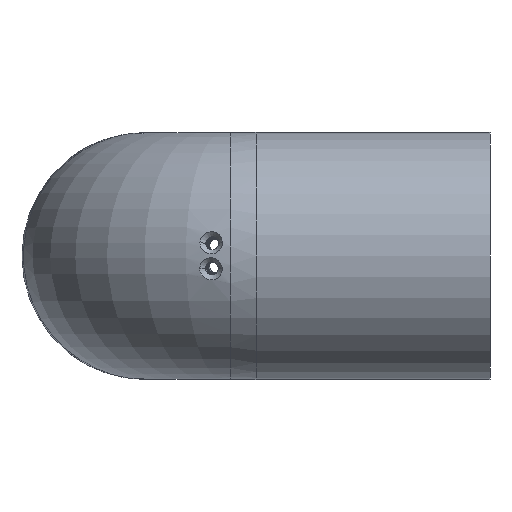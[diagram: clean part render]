
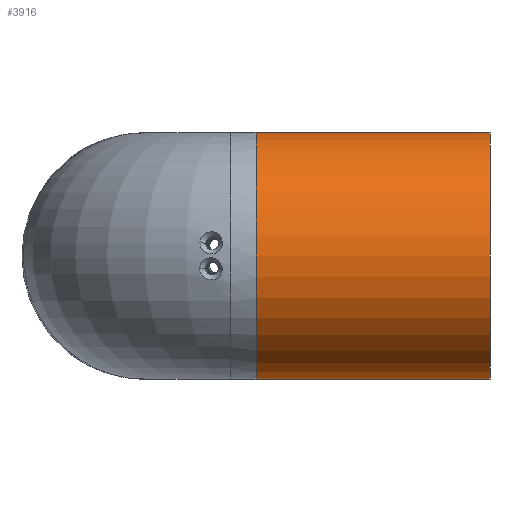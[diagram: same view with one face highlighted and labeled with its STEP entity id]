
A CAD part, left-side view. The second image highlights one B-rep face of the part: STEP entity #3916.
In plain terms, the highlighted cylindrical face has radius 19 mm (diameter 38 mm), a partial arc.
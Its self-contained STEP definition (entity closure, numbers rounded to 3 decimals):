
#199 = ORIENTED_EDGE ( 'NONE', *, *, #9690, .T. ) ;
#274 = LINE ( 'NONE', #13100, #14954 ) ;
#400 = LINE ( 'NONE', #7619, #20222 ) ;
#959 = CARTESIAN_POINT ( 'NONE',  ( 0., 0., 0. ) ) ;
#1142 = CIRCLE ( 'NONE', #20674, 19. ) ;
#2220 = FACE_OUTER_BOUND ( 'NONE', #21283, .T. ) ;
#3024 = DIRECTION ( 'NONE',  ( 0., 1., 0. ) ) ;
#3255 = ORIENTED_EDGE ( 'NONE', *, *, #15193, .F. ) ;
#3744 = DIRECTION ( 'NONE',  ( 0., 0., -1. ) ) ;
#3916 = ADVANCED_FACE ( 'NONE', ( #2220 ), #20503, .T. ) ;
#4059 = CARTESIAN_POINT ( 'NONE',  ( 0., 0., -19. ) ) ;
#4887 = EDGE_CURVE ( 'NONE', #21070, #13278, #274, .T. ) ;
#5091 = CIRCLE ( 'NONE', #7310, 19. ) ;
#5601 = CARTESIAN_POINT ( 'NONE',  ( 0., 36., 19. ) ) ;
#6826 = AXIS2_PLACEMENT_3D ( 'NONE', #959, #14267, #21037 ) ;
#7310 = AXIS2_PLACEMENT_3D ( 'NONE', #16808, #13349, #14877 ) ;
#7619 = CARTESIAN_POINT ( 'NONE',  ( 0., 0., -19. ) ) ;
#7850 = VERTEX_POINT ( 'NONE', #4059 ) ;
#8084 = CARTESIAN_POINT ( 'NONE',  ( 0., 36., -19. ) ) ;
#8122 = VERTEX_POINT ( 'NONE', #8084 ) ;
#8654 = DIRECTION ( 'NONE',  ( 0., 1., 0. ) ) ;
#9445 = ORIENTED_EDGE ( 'NONE', *, *, #4887, .T. ) ;
#9690 = EDGE_CURVE ( 'NONE', #7850, #21070, #5091, .T. ) ;
#12508 = DIRECTION ( 'NONE',  ( 0., 1., 0. ) ) ;
#13100 = CARTESIAN_POINT ( 'NONE',  ( 0., 0., 19. ) ) ;
#13176 = CARTESIAN_POINT ( 'NONE',  ( 0., 0., 19. ) ) ;
#13278 = VERTEX_POINT ( 'NONE', #5601 ) ;
#13349 = DIRECTION ( 'NONE',  ( 0., 1., 0. ) ) ;
#14267 = DIRECTION ( 'NONE',  ( 0., 1., 0. ) ) ;
#14877 = DIRECTION ( 'NONE',  ( 0., 0., 1. ) ) ;
#14954 = VECTOR ( 'NONE', #3024, 1000. ) ;
#15193 = EDGE_CURVE ( 'NONE', #7850, #8122, #400, .T. ) ;
#16808 = CARTESIAN_POINT ( 'NONE',  ( 0., 0., 0. ) ) ;
#16968 = ORIENTED_EDGE ( 'NONE', *, *, #20176, .F. ) ;
#18543 = CARTESIAN_POINT ( 'NONE',  ( 0., 36., 0. ) ) ;
#20176 = EDGE_CURVE ( 'NONE', #8122, #13278, #1142, .T. ) ;
#20222 = VECTOR ( 'NONE', #12508, 1000. ) ;
#20503 = CYLINDRICAL_SURFACE ( 'NONE', #6826, 19. ) ;
#20674 = AXIS2_PLACEMENT_3D ( 'NONE', #18543, #8654, #3744 ) ;
#21037 = DIRECTION ( 'NONE',  ( 0., 0., 1. ) ) ;
#21070 = VERTEX_POINT ( 'NONE', #13176 ) ;
#21283 = EDGE_LOOP ( 'NONE', ( #3255, #199, #9445, #16968 ) ) ;
